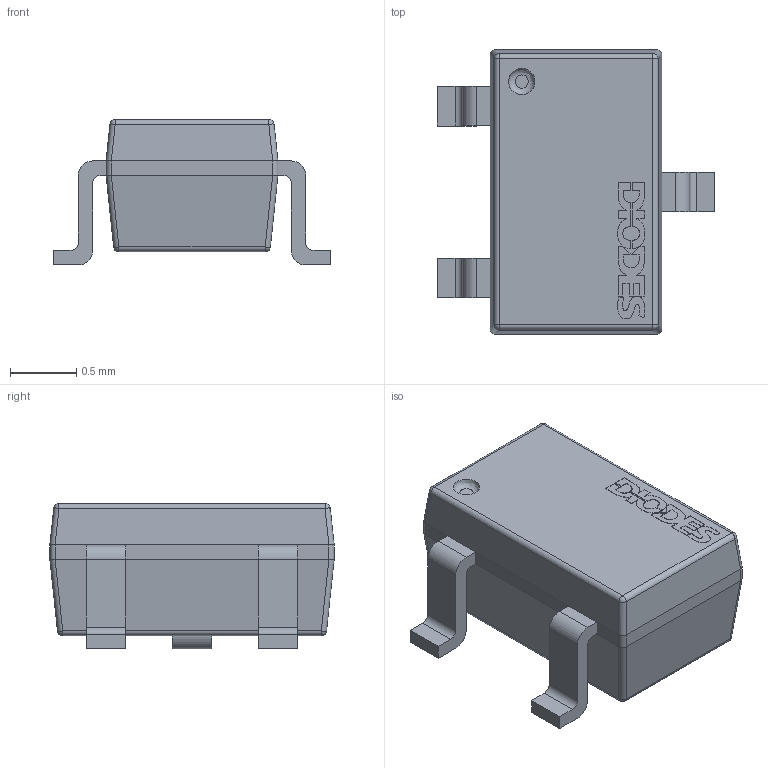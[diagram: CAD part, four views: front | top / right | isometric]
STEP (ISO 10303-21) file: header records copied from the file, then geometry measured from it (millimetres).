
FILE_DESCRIPTION(/* description */ (''),/* implementation_level */ '2;1');
FILE_NAME(/* name */ 'Diodes BC847BW-7-F - SOT-323.stp',/* time_stamp */ '2019-11-11T00:56:28-04:00',/* author */ ('Ricardo'),/* organization */ (''),/* preprocessor_version */ 'ST-DEVELOPER v18',/* originating_system */ 'Autodesk Inventor 2020',/* authorisation */ '');
FILE_SCHEMA (('AUTOMOTIVE_DESIGN { 1 0 10303 214 3 1 1 }'));
Length unit declared in the file: millimetre
Products named in the file (4): ON Semiconductor MMBD1203 - DIODE ARRAY GP 100V 200MA SOT23; body; pins; part number & logo
Assembly tree (3 placements, depth 2):
  ON Semiconductor MMBD1203 - DIODE ARRAY GP 100V 200MA SOT23
    body
    pins
    part number & logo
Bounding box: 2.1 x 2.15 x 1.1 mm (x, y, z)
Volume: 2.8 mm3; surface area: 15.6 mm2
Topology: 8 solids, 8 shells, 212 faces, 561 edges, 366 vertices
Faces by surface type: plane 103, bspline 69, cylinder 32, sphere 8
Entity records: 7013 total; most frequent: CARTESIAN_POINT 1912, ORIENTED_EDGE 1122, DIRECTION 872, EDGE_CURVE 561, LINE 366, VECTOR 366, VERTEX_POINT 366, AXIS2_PLACEMENT_3D 253
